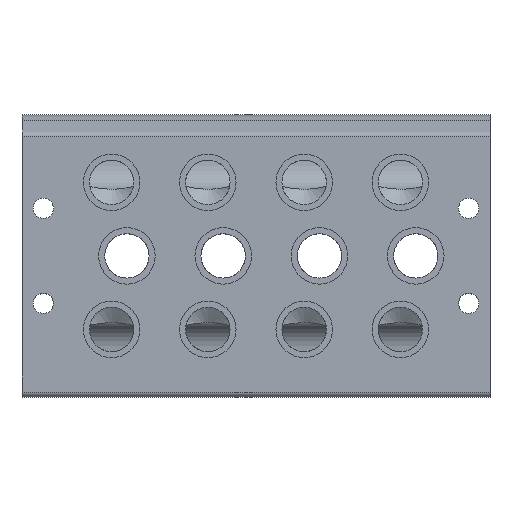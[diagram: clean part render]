
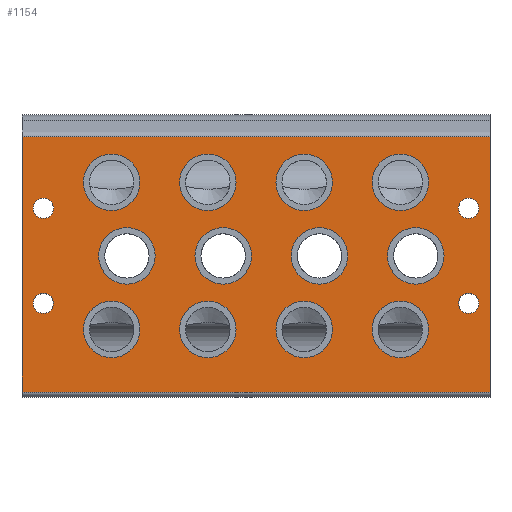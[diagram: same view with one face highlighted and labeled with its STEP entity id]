
A CAD part, top view. The second image highlights one B-rep face of the part: STEP entity #1154.
In plain terms, the highlighted planar face has unit normal (0, 0, 1).
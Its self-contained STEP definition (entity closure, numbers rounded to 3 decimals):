
#20=PLANE('',#1270);
#43=LINE('',#2195,#75);
#45=LINE('',#2233,#77);
#46=LINE('',#2235,#78);
#47=LINE('',#2237,#79);
#75=VECTOR('',#1476,1000.);
#77=VECTOR('',#1514,1000.);
#78=VECTOR('',#1515,1000.);
#79=VECTOR('',#1516,1000.);
#147=CIRCLE('',#1271,9.21);
#148=CIRCLE('',#1272,9.21);
#149=CIRCLE('',#1273,9.21);
#150=CIRCLE('',#1274,9.21);
#151=CIRCLE('',#1275,9.21);
#152=CIRCLE('',#1276,9.21);
#153=CIRCLE('',#1277,9.21);
#154=CIRCLE('',#1278,9.21);
#155=CIRCLE('',#1279,9.21);
#156=CIRCLE('',#1280,9.21);
#157=CIRCLE('',#1281,9.21);
#158=CIRCLE('',#1282,9.21);
#159=CIRCLE('',#1283,3.3);
#160=CIRCLE('',#1284,3.3);
#161=CIRCLE('',#1285,3.3);
#162=CIRCLE('',#1286,3.3);
#259=ORIENTED_EDGE('',*,*,#519,.T.);
#260=ORIENTED_EDGE('',*,*,#520,.T.);
#261=ORIENTED_EDGE('',*,*,#521,.T.);
#262=ORIENTED_EDGE('',*,*,#522,.T.);
#263=ORIENTED_EDGE('',*,*,#523,.T.);
#264=ORIENTED_EDGE('',*,*,#524,.T.);
#265=ORIENTED_EDGE('',*,*,#525,.T.);
#266=ORIENTED_EDGE('',*,*,#526,.T.);
#267=ORIENTED_EDGE('',*,*,#527,.T.);
#268=ORIENTED_EDGE('',*,*,#528,.T.);
#269=ORIENTED_EDGE('',*,*,#529,.T.);
#270=ORIENTED_EDGE('',*,*,#530,.T.);
#271=ORIENTED_EDGE('',*,*,#531,.F.);
#272=ORIENTED_EDGE('',*,*,#532,.F.);
#273=ORIENTED_EDGE('',*,*,#533,.F.);
#274=ORIENTED_EDGE('',*,*,#534,.F.);
#275=ORIENTED_EDGE('',*,*,#535,.T.);
#276=ORIENTED_EDGE('',*,*,#536,.F.);
#277=ORIENTED_EDGE('',*,*,#537,.F.);
#278=ORIENTED_EDGE('',*,*,#516,.T.);
#516=EDGE_CURVE('',#643,#642,#43,.T.);
#519=EDGE_CURVE('',#645,#645,#147,.T.);
#520=EDGE_CURVE('',#646,#646,#148,.T.);
#521=EDGE_CURVE('',#647,#647,#149,.T.);
#522=EDGE_CURVE('',#648,#648,#150,.T.);
#523=EDGE_CURVE('',#649,#649,#151,.T.);
#524=EDGE_CURVE('',#650,#650,#152,.T.);
#525=EDGE_CURVE('',#651,#651,#153,.T.);
#526=EDGE_CURVE('',#652,#652,#154,.T.);
#527=EDGE_CURVE('',#653,#653,#155,.T.);
#528=EDGE_CURVE('',#654,#654,#156,.T.);
#529=EDGE_CURVE('',#655,#655,#157,.T.);
#530=EDGE_CURVE('',#656,#656,#158,.T.);
#531=EDGE_CURVE('',#657,#657,#159,.F.);
#532=EDGE_CURVE('',#658,#658,#160,.F.);
#533=EDGE_CURVE('',#659,#659,#161,.F.);
#534=EDGE_CURVE('',#660,#660,#162,.F.);
#535=EDGE_CURVE('',#642,#661,#45,.T.);
#536=EDGE_CURVE('',#662,#661,#46,.T.);
#537=EDGE_CURVE('',#643,#662,#47,.T.);
#642=VERTEX_POINT('',#2194);
#643=VERTEX_POINT('',#2196);
#645=VERTEX_POINT('',#2202);
#646=VERTEX_POINT('',#2204);
#647=VERTEX_POINT('',#2206);
#648=VERTEX_POINT('',#2208);
#649=VERTEX_POINT('',#2210);
#650=VERTEX_POINT('',#2212);
#651=VERTEX_POINT('',#2214);
#652=VERTEX_POINT('',#2216);
#653=VERTEX_POINT('',#2218);
#654=VERTEX_POINT('',#2220);
#655=VERTEX_POINT('',#2222);
#656=VERTEX_POINT('',#2224);
#657=VERTEX_POINT('',#2226);
#658=VERTEX_POINT('',#2228);
#659=VERTEX_POINT('',#2230);
#660=VERTEX_POINT('',#2232);
#661=VERTEX_POINT('',#2234);
#662=VERTEX_POINT('',#2236);
#778=EDGE_LOOP('',(#259));
#779=EDGE_LOOP('',(#260));
#780=EDGE_LOOP('',(#261));
#781=EDGE_LOOP('',(#262));
#782=EDGE_LOOP('',(#263));
#783=EDGE_LOOP('',(#264));
#784=EDGE_LOOP('',(#265));
#785=EDGE_LOOP('',(#266));
#786=EDGE_LOOP('',(#267));
#787=EDGE_LOOP('',(#268));
#788=EDGE_LOOP('',(#269));
#789=EDGE_LOOP('',(#270));
#790=EDGE_LOOP('',(#271));
#791=EDGE_LOOP('',(#272));
#792=EDGE_LOOP('',(#273));
#793=EDGE_LOOP('',(#274));
#794=EDGE_LOOP('',(#275,#276,#277,#278));
#954=FACE_BOUND('',#778,.T.);
#955=FACE_BOUND('',#779,.T.);
#956=FACE_BOUND('',#780,.T.);
#957=FACE_BOUND('',#781,.T.);
#958=FACE_BOUND('',#782,.T.);
#959=FACE_BOUND('',#783,.T.);
#960=FACE_BOUND('',#784,.T.);
#961=FACE_BOUND('',#785,.T.);
#962=FACE_BOUND('',#786,.T.);
#963=FACE_BOUND('',#787,.T.);
#964=FACE_BOUND('',#788,.T.);
#965=FACE_BOUND('',#789,.T.);
#966=FACE_BOUND('',#790,.T.);
#967=FACE_BOUND('',#791,.T.);
#968=FACE_BOUND('',#792,.T.);
#969=FACE_BOUND('',#793,.T.);
#970=FACE_BOUND('',#794,.T.);
#1154=ADVANCED_FACE('',(#954,#955,#956,#957,#958,#959,#960,#961,#962,#963,
#964,#965,#966,#967,#968,#969,#970),#20,.F.);
#1270=AXIS2_PLACEMENT_3D('',#2200,#1480,#1481);
#1271=AXIS2_PLACEMENT_3D('',#2201,#1482,#1483);
#1272=AXIS2_PLACEMENT_3D('',#2203,#1484,#1485);
#1273=AXIS2_PLACEMENT_3D('',#2205,#1486,#1487);
#1274=AXIS2_PLACEMENT_3D('',#2207,#1488,#1489);
#1275=AXIS2_PLACEMENT_3D('',#2209,#1490,#1491);
#1276=AXIS2_PLACEMENT_3D('',#2211,#1492,#1493);
#1277=AXIS2_PLACEMENT_3D('',#2213,#1494,#1495);
#1278=AXIS2_PLACEMENT_3D('',#2215,#1496,#1497);
#1279=AXIS2_PLACEMENT_3D('',#2217,#1498,#1499);
#1280=AXIS2_PLACEMENT_3D('',#2219,#1500,#1501);
#1281=AXIS2_PLACEMENT_3D('',#2221,#1502,#1503);
#1282=AXIS2_PLACEMENT_3D('',#2223,#1504,#1505);
#1283=AXIS2_PLACEMENT_3D('',#2225,#1506,#1507);
#1284=AXIS2_PLACEMENT_3D('',#2227,#1508,#1509);
#1285=AXIS2_PLACEMENT_3D('',#2229,#1510,#1511);
#1286=AXIS2_PLACEMENT_3D('',#2231,#1512,#1513);
#1476=DIRECTION('',(-1.,0.,0.));
#1480=DIRECTION('',(0.,0.,-1.));
#1481=DIRECTION('',(-1.,0.,0.));
#1482=DIRECTION('',(0.,0.,-1.));
#1483=DIRECTION('',(-1.,0.,0.));
#1484=DIRECTION('',(0.,0.,-1.));
#1485=DIRECTION('',(-1.,0.,0.));
#1486=DIRECTION('',(0.,0.,-1.));
#1487=DIRECTION('',(-1.,0.,0.));
#1488=DIRECTION('',(0.,0.,-1.));
#1489=DIRECTION('',(-1.,0.,0.));
#1490=DIRECTION('',(0.,0.,-1.));
#1491=DIRECTION('',(-1.,0.,0.));
#1492=DIRECTION('',(0.,0.,-1.));
#1493=DIRECTION('',(-1.,0.,0.));
#1494=DIRECTION('',(0.,0.,-1.));
#1495=DIRECTION('',(-1.,0.,0.));
#1496=DIRECTION('',(0.,0.,-1.));
#1497=DIRECTION('',(-1.,0.,0.));
#1498=DIRECTION('',(0.,0.,-1.));
#1499=DIRECTION('',(-1.,0.,0.));
#1500=DIRECTION('',(0.,0.,-1.));
#1501=DIRECTION('',(-1.,0.,0.));
#1502=DIRECTION('',(0.,0.,-1.));
#1503=DIRECTION('',(-1.,0.,0.));
#1504=DIRECTION('',(0.,0.,-1.));
#1505=DIRECTION('',(-1.,0.,0.));
#1506=DIRECTION('',(0.,0.,-1.));
#1507=DIRECTION('',(-1.,0.,0.));
#1508=DIRECTION('',(0.,0.,-1.));
#1509=DIRECTION('',(-1.,0.,0.));
#1510=DIRECTION('',(0.,0.,-1.));
#1511=DIRECTION('',(-1.,0.,0.));
#1512=DIRECTION('',(0.,0.,-1.));
#1513=DIRECTION('',(-1.,0.,0.));
#1514=DIRECTION('',(0.,-1.,0.));
#1515=DIRECTION('',(-1.,0.,0.));
#1516=DIRECTION('',(0.,-1.,0.));
#2194=CARTESIAN_POINT('',(0.,38.919,0.));
#2195=CARTESIAN_POINT('',(152.6,38.919,0.));
#2196=CARTESIAN_POINT('',(152.6,38.919,0.));
#2200=CARTESIAN_POINT('',(152.6,38.919,0.));
#2201=CARTESIAN_POINT('',(29.2,24.,0.));
#2202=CARTESIAN_POINT('',(19.99,24.,0.));
#2203=CARTESIAN_POINT('',(60.6,-24.,0.));
#2204=CARTESIAN_POINT('',(51.39,-24.,0.));
#2205=CARTESIAN_POINT('',(60.6,24.,0.));
#2206=CARTESIAN_POINT('',(51.39,24.,0.));
#2207=CARTESIAN_POINT('',(92.,-24.,0.));
#2208=CARTESIAN_POINT('',(82.79,-24.,0.));
#2209=CARTESIAN_POINT('',(92.,24.,0.));
#2210=CARTESIAN_POINT('',(82.79,24.,0.));
#2211=CARTESIAN_POINT('',(123.4,-24.,0.));
#2212=CARTESIAN_POINT('',(114.19,-24.,0.));
#2213=CARTESIAN_POINT('',(123.4,24.,0.));
#2214=CARTESIAN_POINT('',(114.19,24.,0.));
#2215=CARTESIAN_POINT('',(29.2,-24.,0.));
#2216=CARTESIAN_POINT('',(19.99,-24.,0.));
#2217=CARTESIAN_POINT('',(65.6,0.,0.));
#2218=CARTESIAN_POINT('',(56.39,0.,0.));
#2219=CARTESIAN_POINT('',(97.,0.,0.));
#2220=CARTESIAN_POINT('',(87.79,0.,0.));
#2221=CARTESIAN_POINT('',(128.4,0.,0.));
#2222=CARTESIAN_POINT('',(119.19,0.,0.));
#2223=CARTESIAN_POINT('',(34.2,0.,0.));
#2224=CARTESIAN_POINT('',(24.99,0.,0.));
#2225=CARTESIAN_POINT('',(145.6,-15.5,0.));
#2226=CARTESIAN_POINT('',(142.3,-15.5,0.));
#2227=CARTESIAN_POINT('',(145.6,15.5,0.));
#2228=CARTESIAN_POINT('',(142.3,15.5,0.));
#2229=CARTESIAN_POINT('',(7.,-15.5,0.));
#2230=CARTESIAN_POINT('',(3.7,-15.5,0.));
#2231=CARTESIAN_POINT('',(7.,15.5,0.));
#2232=CARTESIAN_POINT('',(3.7,15.5,0.));
#2233=CARTESIAN_POINT('',(0.,38.919,0.));
#2234=CARTESIAN_POINT('',(0.,-44.4,0.));
#2235=CARTESIAN_POINT('',(152.6,-44.4,0.));
#2236=CARTESIAN_POINT('',(152.6,-44.4,0.));
#2237=CARTESIAN_POINT('',(152.6,38.919,0.));
